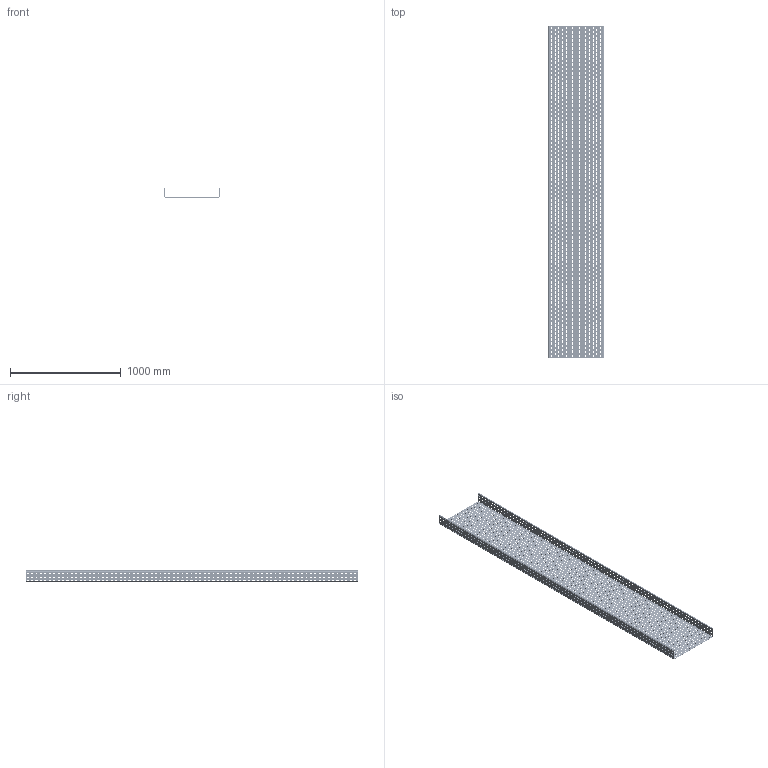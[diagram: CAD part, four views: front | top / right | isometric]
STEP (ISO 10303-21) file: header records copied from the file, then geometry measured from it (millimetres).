
FILE_DESCRIPTION(/* description */ (''),/* implementation_level */ '2;1');
FILE_NAME(/* name */ 'KCP500H100_3.stp',/* time_stamp */ '2020-03-24T11:59:23+01:00',/* author */ ('stanislaw.luczak'),/* organization */ (''),/* preprocessor_version */ 'ST-DEVELOPER v18',/* originating_system */ 'Autodesk Inventor 2020',/* authorisation */ '');
FILE_SCHEMA (('AUTOMOTIVE_DESIGN { 1 0 10303 214 3 1 1 }'));
Products named in the file (1): 500H60N_KGJ_3M
Bounding box: 500.41 x 3000 x 99.97 mm (x, y, z)
Volume: 2806683.2 mm3; surface area: 3898435.2 mm2
Topology: 1 solids, 1 shells, 6822 faces, 20444 edges, 13624 vertices
Faces by surface type: plane 3442, cylinder 3380
Entity records: 238373 total; most frequent: CARTESIAN_POINT 40891, ORIENTED_EDGE 40888, DIRECTION 40850, EDGE_CURVE 20444, LINE 13684, VECTOR 13684, VERTEX_POINT 13624, AXIS2_PLACEMENT_3D 13583
